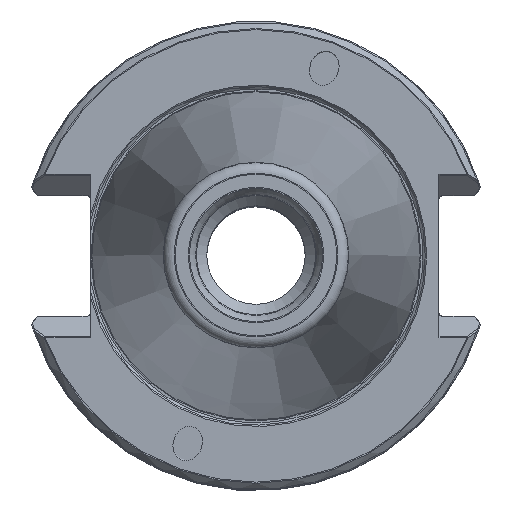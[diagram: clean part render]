
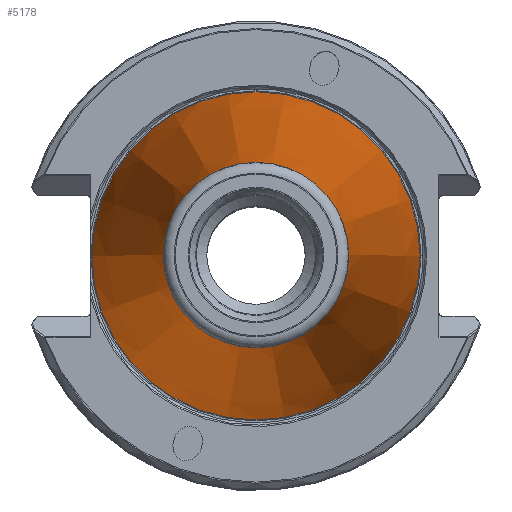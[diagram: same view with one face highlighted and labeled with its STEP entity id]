
A CAD part, top view. The second image highlights one B-rep face of the part: STEP entity #5178.
In plain terms, the highlighted conical face has half-angle 8.297 degrees and reference radius 12.415 mm.
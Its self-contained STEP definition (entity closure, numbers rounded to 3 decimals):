
#544=CONICAL_SURFACE('',#5566,12.415,0.145);
#1241=ORIENTED_EDGE('',*,*,#1953,.T.);
#1242=ORIENTED_EDGE('',*,*,#1954,.T.);
#1953=EDGE_CURVE('',#2345,#2345,#2547,.F.);
#1954=EDGE_CURVE('',#2346,#2346,#2548,.T.);
#2345=VERTEX_POINT('',#7974);
#2346=VERTEX_POINT('',#7976);
#2547=CIRCLE('',#5567,12.602);
#2548=CIRCLE('',#5568,22.302);
#2809=EDGE_LOOP('',(#1241));
#2810=EDGE_LOOP('',(#1242));
#3166=FACE_BOUND('',#2809,.T.);
#3167=FACE_BOUND('',#2810,.T.);
#5178=ADVANCED_FACE('',(#3166,#3167),#544,.T.);
#5566=AXIS2_PLACEMENT_3D('',#7972,#6425,#6426);
#5567=AXIS2_PLACEMENT_3D('',#7973,#6427,#6428);
#5568=AXIS2_PLACEMENT_3D('',#7975,#6429,#6430);
#6425=DIRECTION('',(0.,0.,-1.));
#6426=DIRECTION('',(-1.,0.,0.));
#6427=DIRECTION('',(0.,0.,1.));
#6428=DIRECTION('',(1.,0.,0.));
#6429=DIRECTION('',(0.,0.,1.));
#6430=DIRECTION('',(1.,0.,0.));
#7972=CARTESIAN_POINT('',(0.,0.,68.45));
#7973=CARTESIAN_POINT('',(0.,0.,67.166));
#7974=CARTESIAN_POINT('',(12.602,0.,67.166));
#7975=CARTESIAN_POINT('',(0.,0.,0.65));
#7976=CARTESIAN_POINT('',(22.302,0.,0.65));
